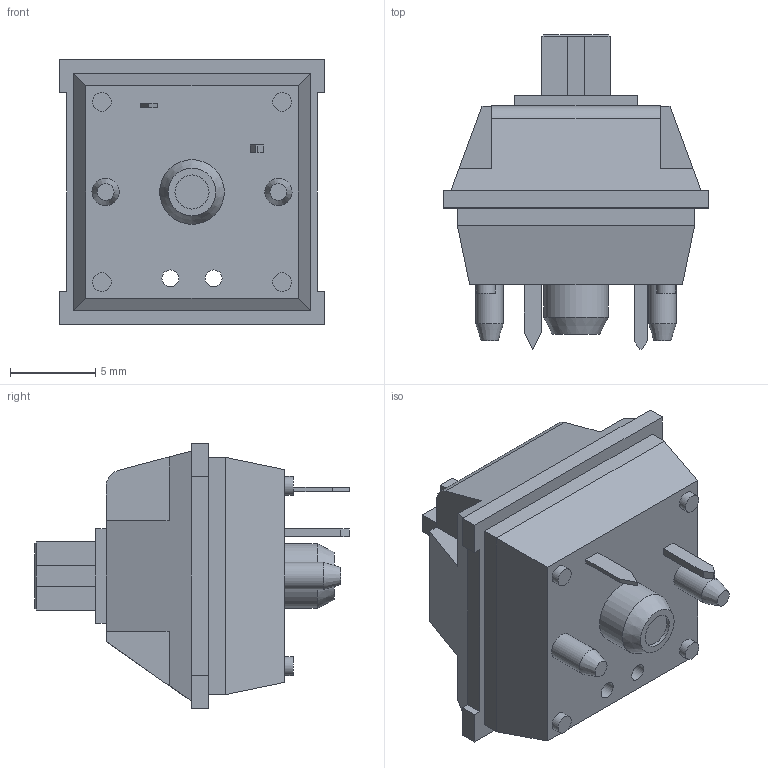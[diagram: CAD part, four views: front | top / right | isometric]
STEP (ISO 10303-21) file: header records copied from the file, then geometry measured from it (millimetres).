
FILE_DESCRIPTION(/* description */ (''),/* implementation_level */ '2;1');
FILE_NAME(/* name */ 'cherry_switch v2.step',/* time_stamp */ '2019-10-10T14:03:13-07:00',/* author */ (''),/* organization */ (''),/* preprocessor_version */ 'ST-DEVELOPER v18',/* originating_system */ 'Autodesk Translation Framework v8.6.0.1094',/* authorisation */ '');
FILE_SCHEMA (('AUTOMOTIVE_DESIGN { 1 0 10303 214 3 1 1 }'));
Length unit declared in the file: millimetre
Products named in the file (1): cherry_switch
Bounding box: 15.6 x 18.5 x 15.6 mm (x, y, z)
Volume: 1822.7 mm3; surface area: 1147 mm2
Topology: 1 solids, 1 shells, 120 faces, 306 edges, 199 vertices
Faces by surface type: plane 105, cylinder 12, cone 3
Full cylindrical faces by diameter (mm): 1 x2, 1.1 x4, 1.6 x2, 2 x1, 3.7 x1, 3.8 x1
Entity records: 3624 total; most frequent: CARTESIAN_POINT 626, ORIENTED_EDGE 612, DIRECTION 601, EDGE_CURVE 306, LINE 253, VECTOR 253, VERTEX_POINT 199, AXIS2_PLACEMENT_3D 174
